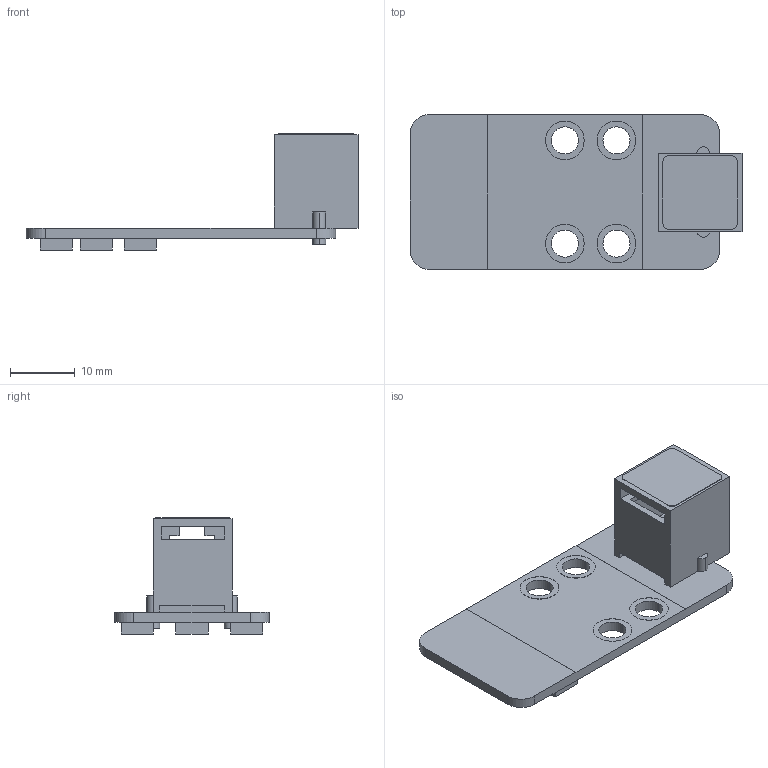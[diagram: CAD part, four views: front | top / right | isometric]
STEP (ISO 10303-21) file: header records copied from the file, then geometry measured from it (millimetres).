
FILE_DESCRIPTION (( 'STEP AP214' ), '1' );
FILE_NAME ('Me RGB LED V1.1.step', '2016-10-28T06:59:13', ( 'dell' ), ( '' ), 'SwSTEP 2.0', 'SolidWorks 2013', '' );
FILE_SCHEMA (( 'AUTOMOTIVE_DESIGN' ));
Length unit declared in the file: millimetre
Products named in the file (1): Me RGB LED V1.1
Bounding box: 51.46 x 24 x 18 mm (x, y, z)
Surface area: 4305.2 mm2 (no closed solid volume)
Topology: 0 solids, 3 shells, 144 faces, 410 edges, 278 vertices
Faces by surface type: plane 99, cylinder 45
Entity records: 6293 total; most frequent: CARTESIAN_POINT 833, DIRECTION 802, ORIENTED_EDGE 758, EDGE_CURVE 410, VECTOR 308, LINE 308, VERTEX_POINT 278, AXIS2_PLACEMENT_3D 247
